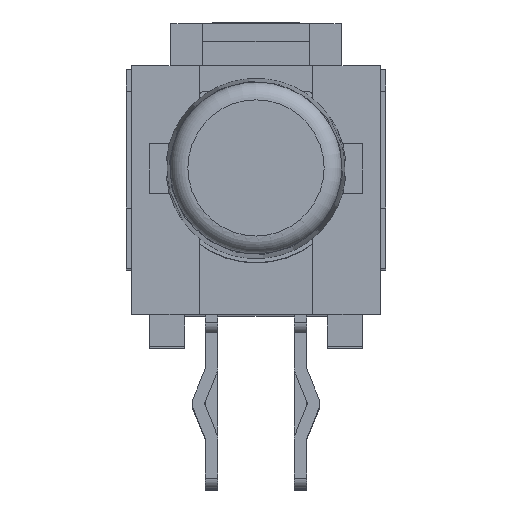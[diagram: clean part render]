
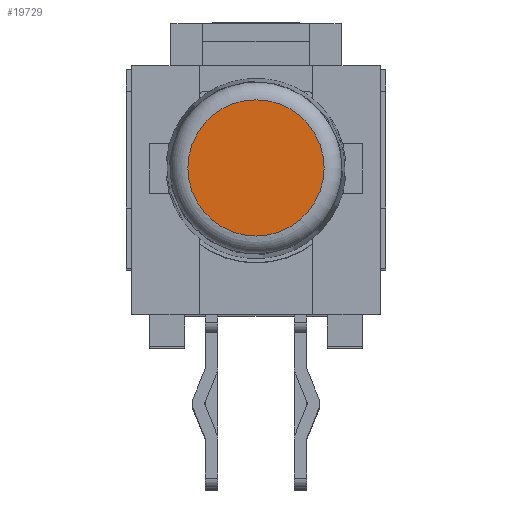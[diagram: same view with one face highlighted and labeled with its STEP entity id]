
A CAD part, top view. The second image highlights one B-rep face of the part: STEP entity #19729.
In plain terms, the highlighted planar face has unit normal (0, 0, 1).
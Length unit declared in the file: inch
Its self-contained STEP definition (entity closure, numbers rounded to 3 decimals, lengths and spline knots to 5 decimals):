
#19690=CARTESIAN_POINT('',(0.07553,0.,0.61575));
#19691=VERTEX_POINT('',#19690);
#19692=CARTESIAN_POINT('',(0.,0.,0.61575));
#19693=DIRECTION('',(0.0,0.0,-1.0));
#19694=DIRECTION('',(-1.0,0.0,0.0));
#19695=AXIS2_PLACEMENT_3D('',#19692,#19693,#19694);
#19696=CIRCLE('',#19695,0.07553);
#19697=EDGE_CURVE('',#19691,#19691,#19696,.T.);
#19721=CARTESIAN_POINT('',(0.08309,-0.08309,0.61575));
#19722=DIRECTION('',(0.0,0.0,-1.0));
#19723=DIRECTION('',(-1.0,0.0,0.0));
#19724=AXIS2_PLACEMENT_3D('',#19721,#19722,#19723);
#19725=PLANE('',#19724);
#19726=ORIENTED_EDGE('',*,*,#19697,.F.);
#19727=EDGE_LOOP('',(#19726));
#19728=FACE_OUTER_BOUND('',#19727,.T.);
#19729=ADVANCED_FACE('',(#19728),#19725,.F.);
